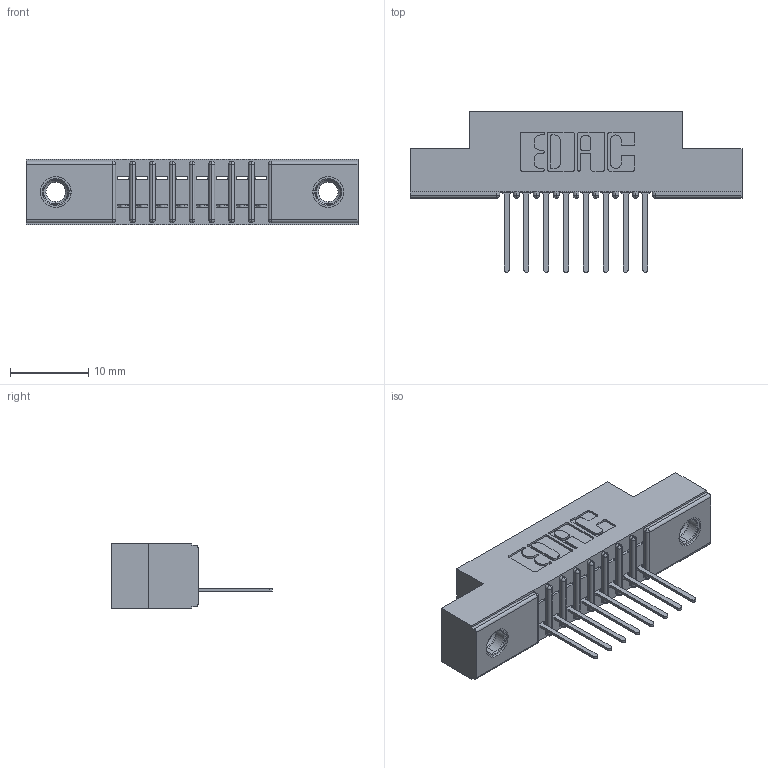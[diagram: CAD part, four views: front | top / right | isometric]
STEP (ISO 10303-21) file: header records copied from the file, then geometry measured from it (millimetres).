
FILE_DESCRIPTION (( 'STEP AP203' ), '1' );
FILE_NAME ('341-008-522-107.STEP', '2019-08-09T16:01:06', ( '' ), ( '' ), 'SwSTEP 2.0', 'SolidWorks 2016', '' );
FILE_SCHEMA (( 'CONFIG_CONTROL_DESIGN' ));
Length unit declared in the file: inch
Products named in the file (4): 345-250-001_345-250-005-103; 341-008-522-107; 341 Part_.156 (3.96) Dia Mounting Holes; 341-292-001_341-292-122
Assembly tree (11 placements, depth 2):
  341-008-522-107
    341 Part_.156 (3.96) Dia Mounting Holes
    341-292-001_341-292-122  x8
    345-250-001_345-250-005-103  x2
Bounding box: 42.55 x 20.62 x 8.38 mm (x, y, z)
Volume: 2400.5 mm3; surface area: 3864.8 mm2
Topology: 11 solids, 11 shells, 832 faces, 2348 edges, 1506 vertices
Faces by surface type: plane 508, cylinder 276, sphere 18, torus 18, cone 12
Entity records: 15140 total; most frequent: CARTESIAN_POINT 2535, ORIENTED_EDGE 2516, DIRECTION 2486, EDGE_CURVE 1258, VECTOR 976, LINE 976, VERTEX_POINT 804, AXIS2_PLACEMENT_3D 755
